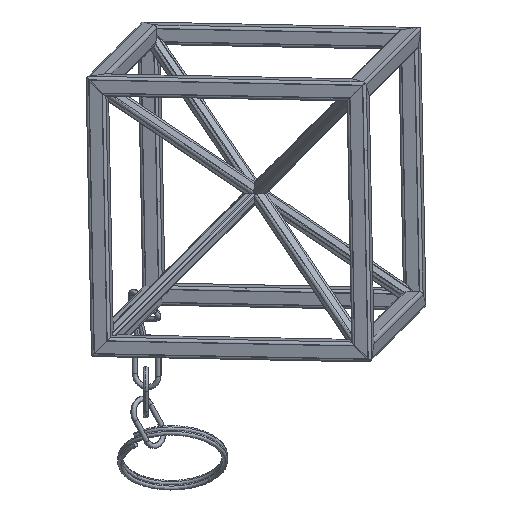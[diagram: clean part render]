
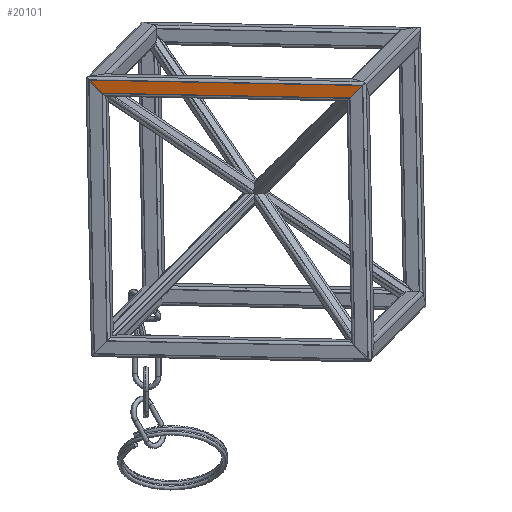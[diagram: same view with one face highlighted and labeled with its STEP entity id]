
A CAD part, left-side view. The second image highlights one B-rep face of the part: STEP entity #20101.
In plain terms, the highlighted free-form (B-spline) face has degree [1, 1] with [2, 2] control points.
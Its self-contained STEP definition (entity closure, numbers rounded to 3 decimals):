
#20053 = EDGE_CURVE('',#20054,#20056,#20058,.T.);
#20054 = VERTEX_POINT('',#20055);
#20055 = CARTESIAN_POINT('',(-37.183,57.71,
    77.482));
#20056 = VERTEX_POINT('',#20057);
#20057 = CARTESIAN_POINT('',(-47.758,4.292,
    76.435));
#20058 = B_SPLINE_CURVE_WITH_KNOTS('',1,(#20059,#20060),.UNSPECIFIED.,
  .F.,.F.,(2,2),(-1.27,52.07),.PIECEWISE_BEZIER_KNOTS.);
#20059 = CARTESIAN_POINT('',(-37.183,57.71,
    77.482));
#20060 = CARTESIAN_POINT('',(-47.758,4.292,
    76.435));
#20101 = ADVANCED_FACE('',(#20102),#20124,.F.);
#20102 = FACE_BOUND('',#20103,.T.);
#20103 = EDGE_LOOP('',(#20104,#20113,#20118,#20119));
#20104 = ORIENTED_EDGE('',*,*,#20105,.T.);
#20105 = EDGE_CURVE('',#20106,#20108,#20110,.T.);
#20106 = VERTEX_POINT('',#20107);
#20107 = CARTESIAN_POINT('',(-37.183,55.117,
    74.888));
#20108 = VERTEX_POINT('',#20109);
#20109 = CARTESIAN_POINT('',(-46.751,6.786,
    73.941));
#20110 = B_SPLINE_CURVE_WITH_KNOTS('',1,(#20111,#20112),.UNSPECIFIED.,
  .F.,.F.,(2,2),(1.27,49.53),.PIECEWISE_BEZIER_KNOTS.);
#20111 = CARTESIAN_POINT('',(-37.183,55.117,
    74.888));
#20112 = CARTESIAN_POINT('',(-46.751,6.786,
    73.941));
#20113 = ORIENTED_EDGE('',*,*,#20114,.T.);
#20114 = EDGE_CURVE('',#20108,#20056,#20115,.T.);
#20115 = B_SPLINE_CURVE_WITH_KNOTS('',1,(#20116,#20117),.UNSPECIFIED.,
  .F.,.F.,(2,2),(35.023,38.615),
  .PIECEWISE_BEZIER_KNOTS.);
#20116 = CARTESIAN_POINT('',(-46.751,6.786,
    73.941));
#20117 = CARTESIAN_POINT('',(-47.758,4.292,
    76.435));
#20118 = ORIENTED_EDGE('',*,*,#20053,.F.);
#20119 = ORIENTED_EDGE('',*,*,#20120,.T.);
#20120 = EDGE_CURVE('',#20054,#20106,#20121,.T.);
#20121 = B_SPLINE_CURVE_WITH_KNOTS('',1,(#20122,#20123),.UNSPECIFIED.,
  .F.,.F.,(2,2),(-2.694,0.898),
  .PIECEWISE_BEZIER_KNOTS.);
#20122 = CARTESIAN_POINT('',(-37.183,57.71,
    77.482));
#20123 = CARTESIAN_POINT('',(-37.183,55.117,
    74.888));
#20124 = B_SPLINE_SURFACE_WITH_KNOTS('',1,1,(
    (#20125,#20126)
    ,(#20127,#20128
    )),.UNSPECIFIED.,.F.,.F.,.F.,(2,2),(2,2),(0.,2.54),
  (-1.27,52.07),.PIECEWISE_BEZIER_KNOTS.);
#20125 = CARTESIAN_POINT('',(-36.68,57.66,
    74.938));
#20126 = CARTESIAN_POINT('',(-47.255,4.242,
    73.891));
#20127 = CARTESIAN_POINT('',(-37.183,57.71,
    77.482));
#20128 = CARTESIAN_POINT('',(-47.758,4.292,
    76.435));
